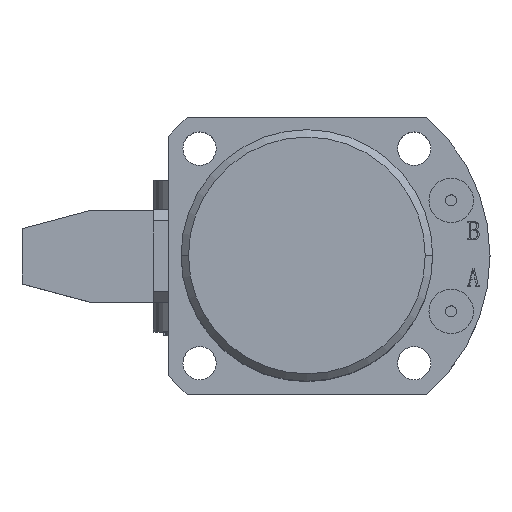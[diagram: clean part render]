
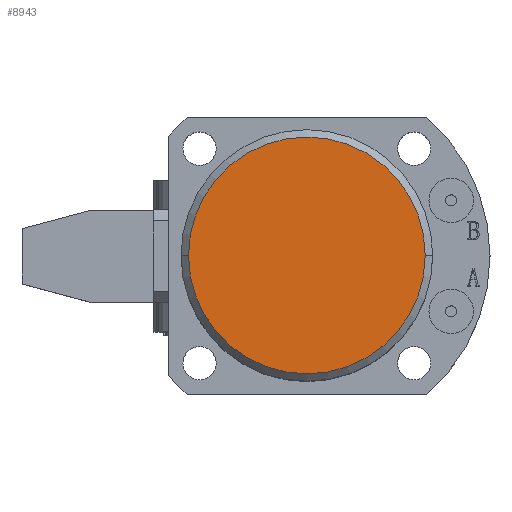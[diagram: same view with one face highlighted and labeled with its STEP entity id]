
A CAD part, top view. The second image highlights one B-rep face of the part: STEP entity #8943.
In plain terms, the highlighted planar face has unit normal (0, 0, 1).
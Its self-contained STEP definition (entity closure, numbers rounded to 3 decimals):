
#182 = ORIENTED_EDGE ( 'NONE', *, *, #1014, .T. ) ;
#183 = ORIENTED_EDGE ( 'NONE', *, *, #1446, .T. ) ;
#336 = CARTESIAN_POINT ( 'NONE',  ( -32., 0., 100. ) ) ;
#412 = CARTESIAN_POINT ( 'NONE',  ( 32., 0., 100. ) ) ;
#1014 = EDGE_CURVE ( 'NONE', #6392, #6334, #6077, .T. ) ;
#1446 = EDGE_CURVE ( 'NONE', #6334, #6392, #3742, .T. ) ;
#1668 = AXIS2_PLACEMENT_3D ( 'NONE', #4697, #4696, #4695 ) ;
#1816 = AXIS2_PLACEMENT_3D ( 'NONE', #2392, #2391, #2390 ) ;
#1982 = AXIS2_PLACEMENT_3D ( 'NONE', #7584, #7555, #7551 ) ;
#2390 = DIRECTION ( 'NONE',  ( 1., 0., 0. ) ) ;
#2391 = DIRECTION ( 'NONE',  ( 0., 0., 1. ) ) ;
#2392 = CARTESIAN_POINT ( 'NONE',  ( 0., 0., 100. ) ) ;
#3742 = CIRCLE ( 'NONE', #1816, 32. ) ;
#4289 = FACE_OUTER_BOUND ( 'NONE', #6872, .T. ) ;
#4695 = DIRECTION ( 'NONE',  ( 1., 0., 0. ) ) ;
#4696 = DIRECTION ( 'NONE',  ( 0., 0., 1. ) ) ;
#4697 = CARTESIAN_POINT ( 'NONE',  ( 0., 0., 100. ) ) ;
#6077 = CIRCLE ( 'NONE', #1668, 32. ) ;
#6334 = VERTEX_POINT ( 'NONE', #412 ) ;
#6392 = VERTEX_POINT ( 'NONE', #336 ) ;
#6872 = EDGE_LOOP ( 'NONE', ( #182, #183 ) ) ;
#7551 = DIRECTION ( 'NONE',  ( 1., 0., 0. ) ) ;
#7555 = DIRECTION ( 'NONE',  ( 0., 0., 1. ) ) ;
#7563 = PLANE ( 'NONE',  #1982 ) ;
#7584 = CARTESIAN_POINT ( 'NONE',  ( 0., 0., 100. ) ) ;
#8943 = ADVANCED_FACE ( 'NONE', ( #4289 ), #7563, .T. ) ;
